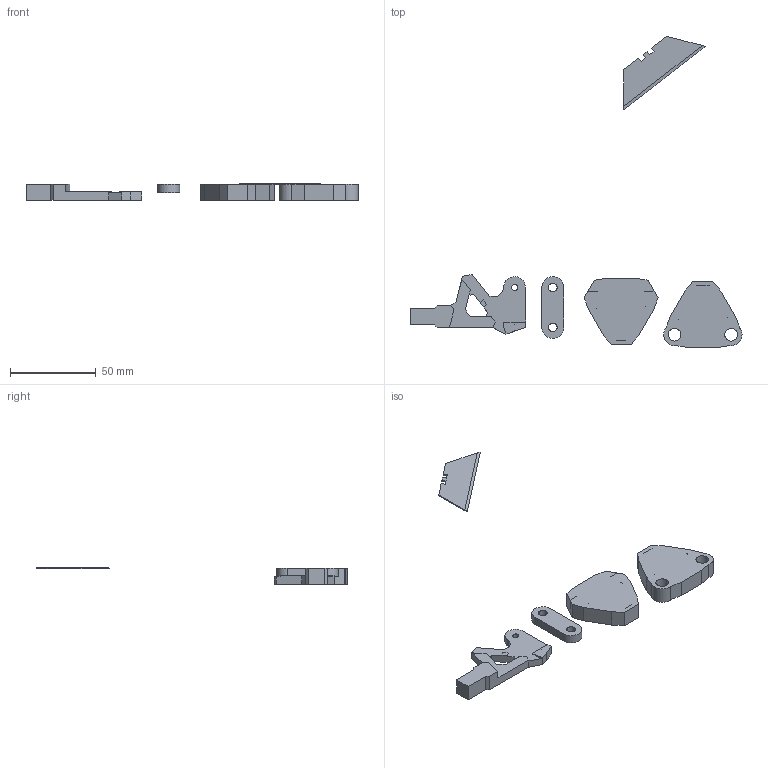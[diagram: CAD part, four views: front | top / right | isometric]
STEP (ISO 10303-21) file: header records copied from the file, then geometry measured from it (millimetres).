
FILE_DESCRIPTION(/* description */ (''),/* implementation_level */ '2;1');
FILE_NAME(/* name */ 'GRUNBL~1',/* time_stamp */ '2014-03-14T21:13:40-04:00',/* author */ (''),/* organization */ (''),/* preprocessor_version */ 'ST-DEVELOPER v14',/* originating_system */ '',/* authorisation */ '');
FILE_SCHEMA (('AUTOMOTIVE_DESIGN_CC2'));
Length unit declared in the file: inch
Products named in the file (1): Document
Bounding box: 193.54 x 181.48 x 9.84 mm (x, y, z)
Volume: 25219.1 mm3; surface area: 16500.5 mm2
Topology: 5 solids, 5 shells, 125 faces, 825 edges, 1139 vertices
Faces by surface type: bspline 80, plane 45
Entity records: 7214 total; most frequent: CARTESIAN_POINT 3912, ORIENTED_EDGE 672, PRESENTATION_LAYER_ASSIGNMENT 494, EDGE_CURVE 336, B_SPLINE_CURVE_WITH_KNOTS 297, VERTEX_POINT 223, EDGE_LOOP 153, COLOUR_RGB 152
